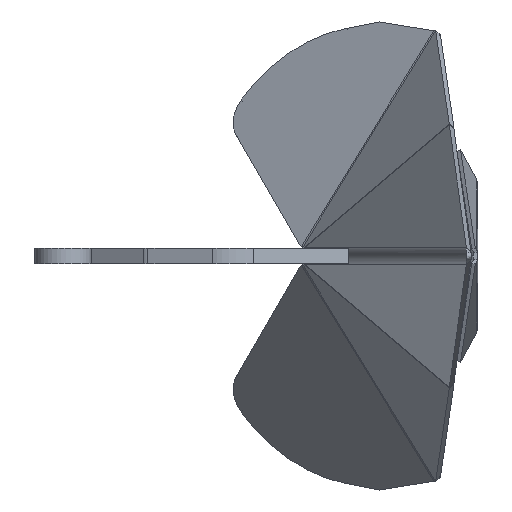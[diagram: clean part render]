
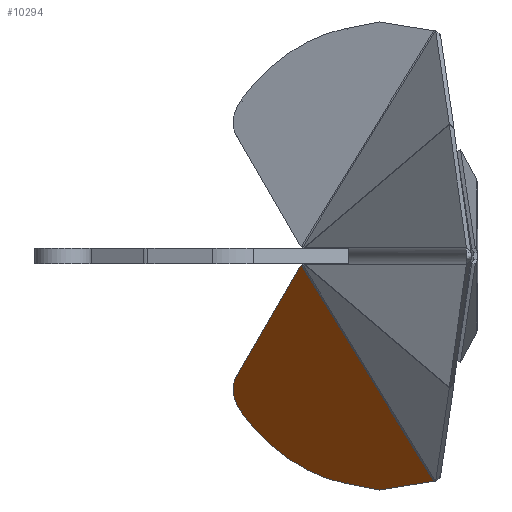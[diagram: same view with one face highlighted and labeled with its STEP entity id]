
A CAD part, left-side view. The second image highlights one B-rep face of the part: STEP entity #10294.
In plain terms, the highlighted face is planar.
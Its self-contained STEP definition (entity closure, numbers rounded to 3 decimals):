
#9217=DIRECTION('',(-0.834,-0.323,0.447));
#9218=VECTOR('',#9217,53.61);
#9219=CARTESIAN_POINT('',(441.588,-175.691,
-85.472));
#9220=LINE('',#9219,#9218);
#9221=DIRECTION('',(-0.741,-0.599,0.304));
#9222=VECTOR('',#9221,30.017);
#9223=CARTESIAN_POINT('',(463.823,-157.707,
-94.591));
#9224=LINE('',#9223,#9222);
#9225=CARTESIAN_POINT('',(419.007,-74.903,
-40.563));
#9226=DIRECTION('',(-0.53,0.243,-0.812));
#9227=DIRECTION('',(0.844,0.053,-0.534));
#9228=AXIS2_PLACEMENT_3D('',#9225,#9226,#9227);
#9230=CARTESIAN_POINT('',(486.964,-70.594,
-83.6));
#9231=DIRECTION('',(-0.53,0.243,-0.812));
#9232=DIRECTION('',(0.401,0.916,0.012));
#9233=AXIS2_PLACEMENT_3D('',#9230,#9231,#9232);
#9235=DIRECTION('',(0.747,-0.32,-0.583));
#9236=VECTOR('',#9235,130.685);
#9237=CARTESIAN_POINT('',(400.576,-3.195,
-7.068));
#9238=LINE('',#9237,#9236);
#9239=DIRECTION('',(0.848,0.138,-0.512));
#9240=VECTOR('',#9239,1.431);
#9241=CARTESIAN_POINT('',(399.363,-3.392,
-6.336));
#9242=LINE('',#9241,#9240);
#9301=DIRECTION('',(-0.013,-0.96,-0.279));
#9302=VECTOR('',#9301,197.514);
#9303=CARTESIAN_POINT('',(399.363,-3.392,
-6.336));
#9304=LINE('',#9303,#9302);
#9507=CARTESIAN_POINT('',(400.576,-3.195,
-7.068));
#9508=CARTESIAN_POINT('',(498.203,-44.951,
-83.252));
#9509=VERTEX_POINT('',#9507);
#9510=VERTEX_POINT('',#9508);
#9511=CARTESIAN_POINT('',(510.585,-69.096,
-98.559));
#9512=VERTEX_POINT('',#9511);
#9513=CARTESIAN_POINT('',(463.823,-157.707,
-94.591));
#9514=VERTEX_POINT('',#9513);
#9515=CARTESIAN_POINT('',(441.588,-175.691,
-85.472));
#9516=VERTEX_POINT('',#9515);
#9523=CARTESIAN_POINT('',(396.879,-193.029,
-61.501));
#9524=VERTEX_POINT('',#9523);
#9547=CARTESIAN_POINT('',(399.363,-3.392,
-6.336));
#9548=VERTEX_POINT('',#9547);
#10274=CARTESIAN_POINT('',(59.879,-53.766,
200.02));
#10275=DIRECTION('',(-0.53,0.243,-0.812));
#10276=DIRECTION('',(0.848,0.138,-0.512));
#10277=AXIS2_PLACEMENT_3D('',#10274,#10275,#10276);
#10278=PLANE('',#10277);
#10280=ORIENTED_EDGE('',*,*,#10279,.F.);
#10282=ORIENTED_EDGE('',*,*,#10281,.F.);
#10284=ORIENTED_EDGE('',*,*,#10283,.F.);
#10286=ORIENTED_EDGE('',*,*,#10285,.F.);
#10288=ORIENTED_EDGE('',*,*,#10287,.F.);
#10289=ORIENTED_EDGE('',*,*,#10265,.F.);
#10291=ORIENTED_EDGE('',*,*,#10290,.T.);
#10292=EDGE_LOOP('',(#10280,#10282,#10284,#10286,#10288,#10289,#10291));
#10293=FACE_OUTER_BOUND('',#10292,.F.);
#9229=CIRCLE('',#9228,108.554);
#9234=CIRCLE('',#9233,28.);
#10265=EDGE_CURVE('',#9548,#9509,#9242,.T.);
#10279=EDGE_CURVE('',#9516,#9524,#9220,.T.);
#10281=EDGE_CURVE('',#9514,#9516,#9224,.T.);
#10283=EDGE_CURVE('',#9512,#9514,#9229,.T.);
#10285=EDGE_CURVE('',#9510,#9512,#9234,.T.);
#10287=EDGE_CURVE('',#9509,#9510,#9238,.T.);
#10290=EDGE_CURVE('',#9548,#9524,#9304,.T.);
#10294=ADVANCED_FACE('',(#10293),#10278,.T.);
